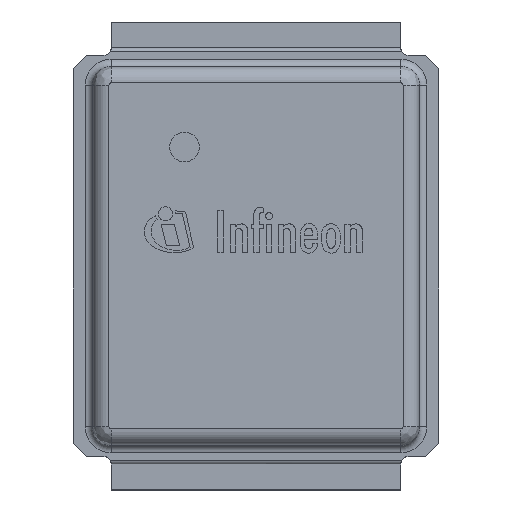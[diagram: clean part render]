
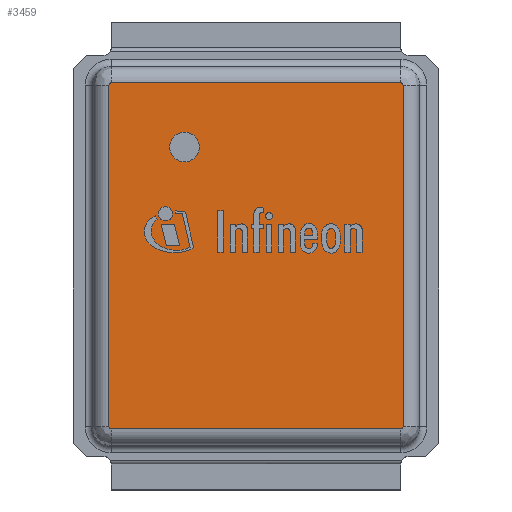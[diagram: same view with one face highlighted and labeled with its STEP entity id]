
A CAD part, top view. The second image highlights one B-rep face of the part: STEP entity #3459.
In plain terms, the highlighted planar face has unit normal (0, 0, 1).
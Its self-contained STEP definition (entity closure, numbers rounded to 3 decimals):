
#117=FACE_BOUND('',#635,.T.);
#135=CIRCLE('',#3666,0.2);
#161=CIRCLE('',#3713,0.029);
#162=CIRCLE('',#3714,0.029);
#163=CIRCLE('',#3715,0.029);
#164=CIRCLE('',#3716,0.029);
#415=FACE_OUTER_BOUND('',#634,.T.);
#634=EDGE_LOOP('',(#2914,#2915,#2916,#2917,#2918,#2919,#2920,#2921));
#635=EDGE_LOOP('',(#2922));
#995=LINE('',#5934,#1348);
#996=LINE('',#5938,#1349);
#997=LINE('',#5942,#1350);
#998=LINE('',#5946,#1351);
#1348=VECTOR('',#4441,1000.);
#1349=VECTOR('',#4444,1000.);
#1350=VECTOR('',#4447,1000.);
#1351=VECTOR('',#4450,1000.);
#1628=VERTEX_POINT('',#5797);
#1674=VERTEX_POINT('',#5932);
#1675=VERTEX_POINT('',#5933);
#1676=VERTEX_POINT('',#5935);
#1677=VERTEX_POINT('',#5937);
#1678=VERTEX_POINT('',#5939);
#1679=VERTEX_POINT('',#5941);
#1680=VERTEX_POINT('',#5943);
#1681=VERTEX_POINT('',#5945);
#2037=EDGE_CURVE('',#1628,#1628,#135,.T.);
#2105=EDGE_CURVE('',#1674,#1675,#995,.T.);
#2106=EDGE_CURVE('',#1675,#1676,#161,.T.);
#2107=EDGE_CURVE('',#1676,#1677,#996,.T.);
#2108=EDGE_CURVE('',#1677,#1678,#162,.T.);
#2109=EDGE_CURVE('',#1678,#1679,#997,.T.);
#2110=EDGE_CURVE('',#1679,#1680,#163,.T.);
#2111=EDGE_CURVE('',#1680,#1681,#998,.T.);
#2112=EDGE_CURVE('',#1681,#1674,#164,.T.);
#2914=ORIENTED_EDGE('',*,*,#2105,.T.);
#2915=ORIENTED_EDGE('',*,*,#2106,.T.);
#2916=ORIENTED_EDGE('',*,*,#2107,.T.);
#2917=ORIENTED_EDGE('',*,*,#2108,.T.);
#2918=ORIENTED_EDGE('',*,*,#2109,.T.);
#2919=ORIENTED_EDGE('',*,*,#2110,.T.);
#2920=ORIENTED_EDGE('',*,*,#2111,.T.);
#2921=ORIENTED_EDGE('',*,*,#2112,.T.);
#2922=ORIENTED_EDGE('',*,*,#2037,.T.);
#3290=PLANE('',#3712);
#3459=ADVANCED_FACE('',(#415,#117),#3290,.T.);
#3666=AXIS2_PLACEMENT_3D('',#5798,#4305,#4306);
#3712=AXIS2_PLACEMENT_3D('',#5931,#4439,#4440);
#3713=AXIS2_PLACEMENT_3D('',#5936,#4442,#4443);
#3714=AXIS2_PLACEMENT_3D('',#5940,#4445,#4446);
#3715=AXIS2_PLACEMENT_3D('',#5944,#4448,#4449);
#3716=AXIS2_PLACEMENT_3D('',#5947,#4451,#4452);
#4305=DIRECTION('center_axis',(0.,0.,-1.));
#4306=DIRECTION('ref_axis',(-1.,0.,0.));
#4439=DIRECTION('center_axis',(0.,0.,1.));
#4440=DIRECTION('ref_axis',(1.,0.,0.));
#4441=DIRECTION('',(-1.,0.,0.));
#4442=DIRECTION('center_axis',(0.,0.,1.));
#4443=DIRECTION('ref_axis',(1.,0.,0.));
#4444=DIRECTION('',(0.,-1.,0.));
#4445=DIRECTION('center_axis',(0.,0.,1.));
#4446=DIRECTION('ref_axis',(1.,0.,0.));
#4447=DIRECTION('',(1.,0.,0.));
#4448=DIRECTION('center_axis',(0.,0.,1.));
#4449=DIRECTION('ref_axis',(1.,0.,0.));
#4450=DIRECTION('',(0.,1.,0.));
#4451=DIRECTION('center_axis',(0.,0.,1.));
#4452=DIRECTION('ref_axis',(1.,0.,0.));
#5797=CARTESIAN_POINT('',(-0.763,1.465,0.696));
#5798=CARTESIAN_POINT('Origin',(-0.963,1.465,0.696));
#5931=CARTESIAN_POINT('Origin',(0.,0.,0.696));
#5932=CARTESIAN_POINT('',(1.95,2.329,0.696));
#5933=CARTESIAN_POINT('',(-1.95,2.329,0.696));
#5934=CARTESIAN_POINT('',(-1.95,2.329,0.696));
#5935=CARTESIAN_POINT('',(-1.979,2.3,0.696));
#5936=CARTESIAN_POINT('Origin',(-1.95,2.3,0.696));
#5937=CARTESIAN_POINT('',(-1.979,-2.3,0.696));
#5938=CARTESIAN_POINT('',(-1.979,-2.3,0.696));
#5939=CARTESIAN_POINT('',(-1.95,-2.329,0.696));
#5940=CARTESIAN_POINT('Origin',(-1.95,-2.3,0.696));
#5941=CARTESIAN_POINT('',(1.95,-2.329,0.696));
#5942=CARTESIAN_POINT('',(1.95,-2.329,0.696));
#5943=CARTESIAN_POINT('',(1.979,-2.3,0.696));
#5944=CARTESIAN_POINT('Origin',(1.95,-2.3,0.696));
#5945=CARTESIAN_POINT('',(1.979,2.3,0.696));
#5946=CARTESIAN_POINT('',(1.979,2.3,0.696));
#5947=CARTESIAN_POINT('Origin',(1.95,2.3,0.696));
